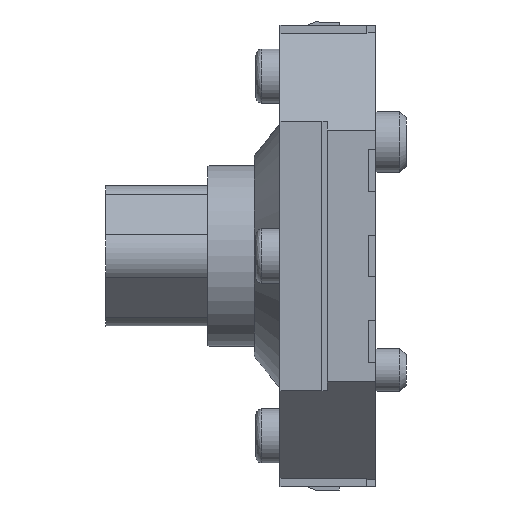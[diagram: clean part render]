
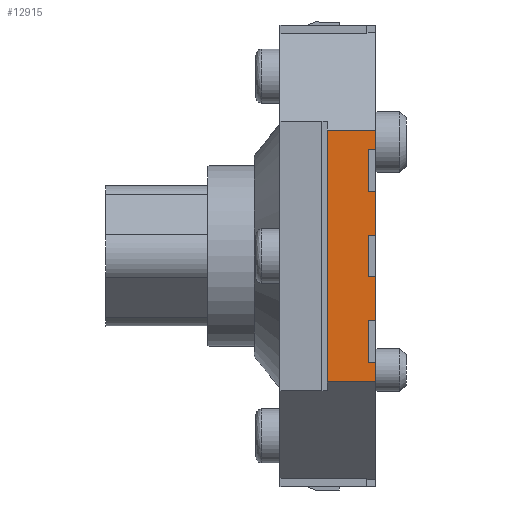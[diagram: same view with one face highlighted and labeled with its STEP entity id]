
A CAD part, left-side view. The second image highlights one B-rep face of the part: STEP entity #12915.
In plain terms, the highlighted face is planar.
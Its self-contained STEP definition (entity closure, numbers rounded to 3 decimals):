
#9 = ORIENTED_EDGE ( 'NONE', *, *, #3847, .T. ) ;
#43 = VECTOR ( 'NONE', #6576, 1000. ) ;
#63 = VERTEX_POINT ( 'NONE', #11335 ) ;
#91 = EDGE_CURVE ( 'NONE', #5098, #4802, #9879, .T. ) ;
#218 = CARTESIAN_POINT ( 'NONE',  ( -1.775, -3.7, 0.11 ) ) ;
#267 = DIRECTION ( 'NONE',  ( 0., -1., 0. ) ) ;
#407 = LINE ( 'NONE', #2869, #8044 ) ;
#419 = VERTEX_POINT ( 'NONE', #745 ) ;
#450 = VECTOR ( 'NONE', #2999, 1000. ) ;
#602 = LINE ( 'NONE', #5171, #2448 ) ;
#745 = CARTESIAN_POINT ( 'NONE',  ( 0.35, -3.7, 0.11 ) ) ;
#768 = DIRECTION ( 'NONE',  ( 1., 0., 0. ) ) ;
#824 = ORIENTED_EDGE ( 'NONE', *, *, #2927, .T. ) ;
#880 = ORIENTED_EDGE ( 'NONE', *, *, #1124, .T. ) ;
#1124 = EDGE_CURVE ( 'NONE', #9906, #10682, #602, .T. ) ;
#1425 = DIRECTION ( 'NONE',  ( 0., 0., -1. ) ) ;
#1431 = CARTESIAN_POINT ( 'NONE',  ( -1.075, -3.7, 0.116 ) ) ;
#1994 = CARTESIAN_POINT ( 'NONE',  ( 1.075, -3.7, 0.116 ) ) ;
#2175 = EDGE_CURVE ( 'NONE', #4743, #9954, #2226, .T. ) ;
#2226 = LINE ( 'NONE', #4481, #11367 ) ;
#2256 = EDGE_CURVE ( 'NONE', #7831, #419, #5628, .T. ) ;
#2279 = CARTESIAN_POINT ( 'NONE',  ( -2.308, -3.7, 0.84 ) ) ;
#2448 = VECTOR ( 'NONE', #3918, 1000. ) ;
#2466 = CARTESIAN_POINT ( 'NONE',  ( 1.075, -3.7, 0.11 ) ) ;
#2471 = DIRECTION ( 'NONE',  ( 0., 0., 1. ) ) ;
#2628 = CARTESIAN_POINT ( 'NONE',  ( -2.098, -3.7, 0.8 ) ) ;
#2777 = ORIENTED_EDGE ( 'NONE', *, *, #2256, .F. ) ;
#2831 = VECTOR ( 'NONE', #6492, 1000. ) ;
#2869 = CARTESIAN_POINT ( 'NONE',  ( -2.308, -3.7, 0.11 ) ) ;
#2927 = EDGE_CURVE ( 'NONE', #4891, #11159, #5603, .T. ) ;
#2932 = CARTESIAN_POINT ( 'NONE',  ( -0.35, -3.7, 0. ) ) ;
#2935 = DIRECTION ( 'NONE',  ( 0., 0., 1. ) ) ;
#2952 = CARTESIAN_POINT ( 'NONE',  ( 1.075, -3.7, 0. ) ) ;
#2980 = ORIENTED_EDGE ( 'NONE', *, *, #12561, .T. ) ;
#2999 = DIRECTION ( 'NONE',  ( 0., 0., 1. ) ) ;
#3082 = CARTESIAN_POINT ( 'NONE',  ( -0.35, -3.7, 0.116 ) ) ;
#3140 = EDGE_CURVE ( 'NONE', #63, #4263, #7025, .T. ) ;
#3221 = CARTESIAN_POINT ( 'NONE',  ( 0.35, -3.7, 0.116 ) ) ;
#3578 = CARTESIAN_POINT ( 'NONE',  ( 2.098, -3.7, 0. ) ) ;
#3637 = LINE ( 'NONE', #10625, #12311 ) ;
#3847 = EDGE_CURVE ( 'NONE', #11159, #5493, #7616, .T. ) ;
#3890 = EDGE_CURVE ( 'NONE', #5953, #9906, #12696, .T. ) ;
#3918 = DIRECTION ( 'NONE',  ( 1., 0., 0. ) ) ;
#3942 = DIRECTION ( 'NONE',  ( 0., 0., -1. ) ) ;
#3953 = VECTOR ( 'NONE', #2471, 1000. ) ;
#4078 = CARTESIAN_POINT ( 'NONE',  ( -2.308, -3.7, 0. ) ) ;
#4236 = VECTOR ( 'NONE', #2935, 1000. ) ;
#4263 = VERTEX_POINT ( 'NONE', #3578 ) ;
#4481 = CARTESIAN_POINT ( 'NONE',  ( 2.473, -3.7, 0.8 ) ) ;
#4494 = ORIENTED_EDGE ( 'NONE', *, *, #8460, .T. ) ;
#4554 = DIRECTION ( 'NONE',  ( 1., 0., 0. ) ) ;
#4576 = AXIS2_PLACEMENT_3D ( 'NONE', #2279, #267, #1425 ) ;
#4743 = VERTEX_POINT ( 'NONE', #7460 ) ;
#4759 = EDGE_CURVE ( 'NONE', #4891, #5615, #5004, .T. ) ;
#4802 = VERTEX_POINT ( 'NONE', #9677 ) ;
#4891 = VERTEX_POINT ( 'NONE', #10612 ) ;
#4965 = VECTOR ( 'NONE', #5681, 1000. ) ;
#5004 = LINE ( 'NONE', #1431, #2831 ) ;
#5062 = DIRECTION ( 'NONE',  ( 1., 0., 0. ) ) ;
#5098 = VERTEX_POINT ( 'NONE', #12817 ) ;
#5171 = CARTESIAN_POINT ( 'NONE',  ( -2.308, -3.7, 0.11 ) ) ;
#5326 = DIRECTION ( 'NONE',  ( 1., 0., 0. ) ) ;
#5488 = ORIENTED_EDGE ( 'NONE', *, *, #3890, .T. ) ;
#5493 = VERTEX_POINT ( 'NONE', #6819 ) ;
#5603 = LINE ( 'NONE', #11598, #4965 ) ;
#5615 = VERTEX_POINT ( 'NONE', #9127 ) ;
#5628 = LINE ( 'NONE', #3221, #8667 ) ;
#5681 = DIRECTION ( 'NONE',  ( 1., 0., 0. ) ) ;
#5953 = VERTEX_POINT ( 'NONE', #2952 ) ;
#6385 = PLANE ( 'NONE',  #4576 ) ;
#6492 = DIRECTION ( 'NONE',  ( 0., 0., 1. ) ) ;
#6531 = VECTOR ( 'NONE', #3942, 1000. ) ;
#6548 = ORIENTED_EDGE ( 'NONE', *, *, #11569, .T. ) ;
#6576 = DIRECTION ( 'NONE',  ( 0., 0., 1. ) ) ;
#6603 = FACE_OUTER_BOUND ( 'NONE', #12816, .T. ) ;
#6819 = CARTESIAN_POINT ( 'NONE',  ( -0.35, -3.7, 0.11 ) ) ;
#7025 = LINE ( 'NONE', #8072, #11802 ) ;
#7093 = DIRECTION ( 'NONE',  ( 1., 0., 0. ) ) ;
#7335 = ORIENTED_EDGE ( 'NONE', *, *, #91, .T. ) ;
#7460 = CARTESIAN_POINT ( 'NONE',  ( 2.098, -3.7, 0.8 ) ) ;
#7533 = CARTESIAN_POINT ( 'NONE',  ( 1.775, -3.7, 0.116 ) ) ;
#7615 = ORIENTED_EDGE ( 'NONE', *, *, #3140, .T. ) ;
#7616 = LINE ( 'NONE', #3082, #8730 ) ;
#7730 = ORIENTED_EDGE ( 'NONE', *, *, #12613, .T. ) ;
#7808 = ORIENTED_EDGE ( 'NONE', *, *, #4759, .F. ) ;
#7831 = VERTEX_POINT ( 'NONE', #11913 ) ;
#8002 = EDGE_CURVE ( 'NONE', #12806, #5615, #10164, .T. ) ;
#8044 = VECTOR ( 'NONE', #768, 1000. ) ;
#8072 = CARTESIAN_POINT ( 'NONE',  ( -2.308, -3.7, 0. ) ) ;
#8308 = CARTESIAN_POINT ( 'NONE',  ( -2.308, -3.7, 0.11 ) ) ;
#8432 = VECTOR ( 'NONE', #5326, 1000. ) ;
#8460 = EDGE_CURVE ( 'NONE', #9954, #5098, #12220, .T. ) ;
#8667 = VECTOR ( 'NONE', #9300, 1000. ) ;
#8730 = VECTOR ( 'NONE', #12084, 1000. ) ;
#9127 = CARTESIAN_POINT ( 'NONE',  ( -1.075, -3.7, 0.11 ) ) ;
#9300 = DIRECTION ( 'NONE',  ( 0., 0., 1. ) ) ;
#9304 = LINE ( 'NONE', #11945, #4236 ) ;
#9348 = ORIENTED_EDGE ( 'NONE', *, *, #12993, .F. ) ;
#9677 = CARTESIAN_POINT ( 'NONE',  ( -1.775, -3.7, 0. ) ) ;
#9879 = LINE ( 'NONE', #4078, #12728 ) ;
#9906 = VERTEX_POINT ( 'NONE', #2466 ) ;
#9954 = VERTEX_POINT ( 'NONE', #2628 ) ;
#10164 = LINE ( 'NONE', #8308, #8432 ) ;
#10573 = CARTESIAN_POINT ( 'NONE',  ( 2.098, -3.7, 0.84 ) ) ;
#10612 = CARTESIAN_POINT ( 'NONE',  ( -1.075, -3.7, 0. ) ) ;
#10625 = CARTESIAN_POINT ( 'NONE',  ( -2.308, -3.7, 0. ) ) ;
#10682 = VERTEX_POINT ( 'NONE', #11360 ) ;
#11024 = ORIENTED_EDGE ( 'NONE', *, *, #12362, .T. ) ;
#11159 = VERTEX_POINT ( 'NONE', #2932 ) ;
#11210 = LINE ( 'NONE', #10573, #3953 ) ;
#11335 = CARTESIAN_POINT ( 'NONE',  ( 1.775, -3.7, 0. ) ) ;
#11360 = CARTESIAN_POINT ( 'NONE',  ( 1.775, -3.7, 0.11 ) ) ;
#11367 = VECTOR ( 'NONE', #12564, 1000. ) ;
#11569 = EDGE_CURVE ( 'NONE', #5493, #419, #407, .T. ) ;
#11598 = CARTESIAN_POINT ( 'NONE',  ( -2.308, -3.7, 0. ) ) ;
#11797 = ORIENTED_EDGE ( 'NONE', *, *, #8002, .T. ) ;
#11802 = VECTOR ( 'NONE', #7093, 1000. ) ;
#11913 = CARTESIAN_POINT ( 'NONE',  ( 0.35, -3.7, 0. ) ) ;
#11945 = CARTESIAN_POINT ( 'NONE',  ( -1.775, -3.7, 0.116 ) ) ;
#12084 = DIRECTION ( 'NONE',  ( 0., 0., 1. ) ) ;
#12149 = ORIENTED_EDGE ( 'NONE', *, *, #2175, .T. ) ;
#12220 = LINE ( 'NONE', #12997, #6531 ) ;
#12311 = VECTOR ( 'NONE', #4554, 1000. ) ;
#12362 = EDGE_CURVE ( 'NONE', #4263, #4743, #11210, .T. ) ;
#12561 = EDGE_CURVE ( 'NONE', #7831, #5953, #3637, .T. ) ;
#12564 = DIRECTION ( 'NONE',  ( -1., 0., 0. ) ) ;
#12613 = EDGE_CURVE ( 'NONE', #4802, #12806, #9304, .T. ) ;
#12696 = LINE ( 'NONE', #1994, #450 ) ;
#12728 = VECTOR ( 'NONE', #5062, 1000. ) ;
#12776 = LINE ( 'NONE', #7533, #43 ) ;
#12806 = VERTEX_POINT ( 'NONE', #218 ) ;
#12816 = EDGE_LOOP ( 'NONE', ( #7730, #11797, #7808, #824, #9, #6548, #2777, #2980, #5488, #880, #9348, #7615, #11024, #12149, #4494, #7335 ) ) ;
#12817 = CARTESIAN_POINT ( 'NONE',  ( -2.098, -3.7, 0. ) ) ;
#12915 = ADVANCED_FACE ( 'NONE', ( #6603 ), #6385, .T. ) ;
#12993 = EDGE_CURVE ( 'NONE', #63, #10682, #12776, .T. ) ;
#12997 = CARTESIAN_POINT ( 'NONE',  ( -2.098, -3.7, 0.84 ) ) ;
